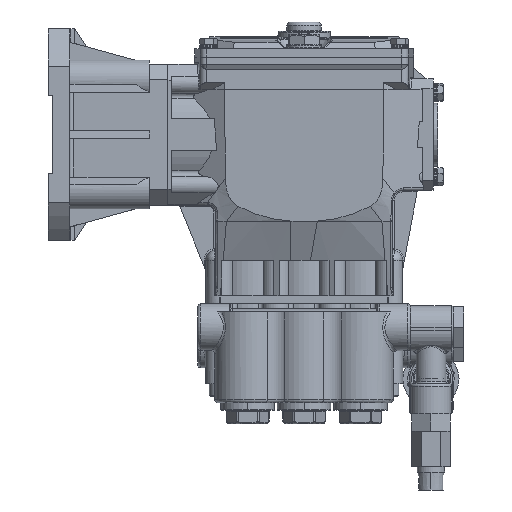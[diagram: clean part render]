
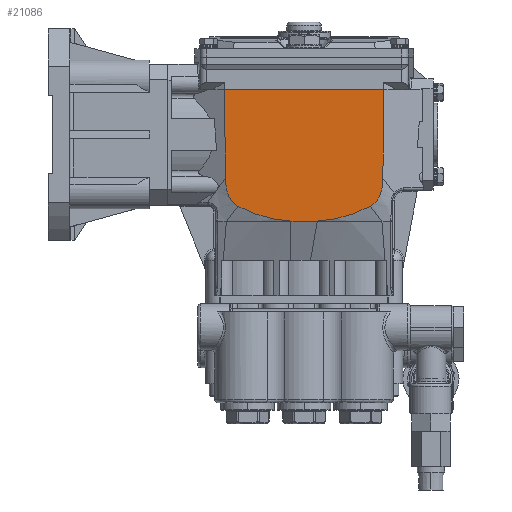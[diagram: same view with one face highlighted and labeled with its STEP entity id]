
A CAD part, front view. The second image highlights one B-rep face of the part: STEP entity #21086.
In plain terms, the highlighted planar face has unit normal (0, -0.999, -0.035).
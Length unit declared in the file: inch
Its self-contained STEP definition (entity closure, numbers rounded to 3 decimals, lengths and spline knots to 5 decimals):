
#20327 = VERTEX_POINT ( 'NONE', #46309 ) ;
#20712 = EDGE_CURVE ( 'NONE', #20714, #20744, #46754, .T. ) ;
#20714 = VERTEX_POINT ( 'NONE', #46750 ) ;
#20744 = VERTEX_POINT ( 'NONE', #46812 ) ;
#20875 = VERTEX_POINT ( 'NONE', #47023 ) ;
#20933 = EDGE_CURVE ( 'NONE', #20875, #20934, #47111, .T. ) ;
#20934 = VERTEX_POINT ( 'NONE', #47110 ) ;
#20967 = ORIENTED_EDGE ( 'NONE', *, *, #20968, .F. ) ;
#20968 = EDGE_CURVE ( 'NONE', #20971, #20327, #47189, .T. ) ;
#20971 = VERTEX_POINT ( 'NONE', #47185 ) ;
#20974 = ORIENTED_EDGE ( 'NONE', *, *, #20975, .F. ) ;
#20975 = EDGE_CURVE ( 'NONE', #20934, #20971, #47184, .T. ) ;
#20978 = ORIENTED_EDGE ( 'NONE', *, *, #20933, .F. ) ;
#20981 = ORIENTED_EDGE ( 'NONE', *, *, #20984, .T. ) ;
#20984 = EDGE_CURVE ( 'NONE', #20875, #20714, #47176, .T. ) ;
#21038 = ORIENTED_EDGE ( 'NONE', *, *, #20712, .T. ) ;
#21043 = ORIENTED_EDGE ( 'NONE', *, *, #21047, .F. ) ;
#21047 = EDGE_CURVE ( 'NONE', #21048, #20744, #47248, .T. ) ;
#21048 = VERTEX_POINT ( 'NONE', #47243 ) ;
#21050 = ORIENTED_EDGE ( 'NONE', *, *, #21054, .F. ) ;
#21054 = EDGE_CURVE ( 'NONE', #21098, #21048, #47241, .T. ) ;
#21086 = ADVANCED_FACE ( 'NONE', ( #47313 ), #47261, .T. ) ;
#21090 = EDGE_LOOP ( 'NONE', ( #21092, #20967, #20974, #20978, #20981, #21038, #21043, #21050 ) ) ;
#21092 = ORIENTED_EDGE ( 'NONE', *, *, #21094, .T. ) ;
#21094 = EDGE_CURVE ( 'NONE', #21098, #20327, #47304, .T. ) ;
#21098 = VERTEX_POINT ( 'NONE', #47300 ) ;
#46309 = CARTESIAN_POINT ( 'NONE',  ( 2., -1.9479, 1.12502 ) ) ;
#46750 = CARTESIAN_POINT ( 'NONE',  ( -0.33037, -1.83266, -2.17498 ) ) ;
#46751 = DIRECTION ( 'NONE',  ( 1., 0., 0. ) ) ;
#46752 = VECTOR ( 'NONE', #46751, 39.37008 ) ;
#46753 = CARTESIAN_POINT ( 'NONE',  ( -0.33037, -1.83266, -2.17498 ) ) ;
#46754 = LINE ( 'NONE', #46753, #46752 ) ;
#46812 = CARTESIAN_POINT ( 'NONE',  ( 0.33037, -1.83266, -2.17498 ) ) ;
#47023 = CARTESIAN_POINT ( 'NONE',  ( -1.66666, -1.84583, -1.79765 ) ) ;
#47110 = CARTESIAN_POINT ( 'NONE',  ( -1.97925, -1.87044, -1.09297 ) ) ;
#47111 = B_SPLINE_CURVE_WITH_KNOTS ( 'NONE', 3,
 ( #47168, #47167, #47166, #47165, #47164, #47163, #47162, #47161, #47160, #47159, #47158, #47157, #47156, #47155, #47154, #47153, #47152, #47151, #47150, #47149 ),
 .UNSPECIFIED., .F., .F.,
 ( 4, 2, 2, 2, 2, 2, 2, 2, 2, 4 ),
 ( 0., 0.00256, 0.00384, 0.00512, 0.00767, 0.00895, 0.01023, 0.01535, 0.0179, 0.02046 ),
 .UNSPECIFIED. ) ;
#47149 = CARTESIAN_POINT ( 'NONE',  ( -1.97925, -1.87044, -1.09297 ) ) ;
#47150 = CARTESIAN_POINT ( 'NONE',  ( -1.97893, -1.86926, -1.12678 ) ) ;
#47151 = CARTESIAN_POINT ( 'NONE',  ( -1.97766, -1.86808, -1.16053 ) ) ;
#47152 = CARTESIAN_POINT ( 'NONE',  ( -1.97286, -1.86573, -1.22789 ) ) ;
#47153 = CARTESIAN_POINT ( 'NONE',  ( -1.96931, -1.86455, -1.26159 ) ) ;
#47154 = CARTESIAN_POINT ( 'NONE',  ( -1.9546, -1.86106, -1.36166 ) ) ;
#47155 = CARTESIAN_POINT ( 'NONE',  ( -1.93954, -1.85878, -1.42698 ) ) ;
#47156 = CARTESIAN_POINT ( 'NONE',  ( -1.91063, -1.85602, -1.50597 ) ) ;
#47157 = CARTESIAN_POINT ( 'NONE',  ( -1.90433, -1.85547, -1.52163 ) ) ;
#47158 = CARTESIAN_POINT ( 'NONE',  ( -1.89055, -1.85439, -1.55264 ) ) ;
#47159 = CARTESIAN_POINT ( 'NONE',  ( -1.8831, -1.85386, -1.56791 ) ) ;
#47160 = CARTESIAN_POINT ( 'NONE',  ( -1.85912, -1.8523, -1.61251 ) ) ;
#47161 = CARTESIAN_POINT ( 'NONE',  ( -1.84089, -1.85131, -1.64082 ) ) ;
#47162 = CARTESIAN_POINT ( 'NONE',  ( -1.80952, -1.84992, -1.68073 ) ) ;
#47163 = CARTESIAN_POINT ( 'NONE',  ( -1.79832, -1.84947, -1.69366 ) ) ;
#47164 = CARTESIAN_POINT ( 'NONE',  ( -1.77492, -1.84861, -1.7181 ) ) ;
#47165 = CARTESIAN_POINT ( 'NONE',  ( -1.76268, -1.84821, -1.72966 ) ) ;
#47166 = CARTESIAN_POINT ( 'NONE',  ( -1.72434, -1.84707, -1.7623 ) ) ;
#47167 = CARTESIAN_POINT ( 'NONE',  ( -1.69661, -1.8464, -1.78137 ) ) ;
#47168 = CARTESIAN_POINT ( 'NONE',  ( -1.66666, -1.84583, -1.79765 ) ) ;
#47172 = DIRECTION ( 'NONE',  ( 0., -0.035, 0.999 ) ) ;
#47173 = DIRECTION ( 'NONE',  ( 0., -0.999, -0.035 ) ) ;
#47174 = CARTESIAN_POINT ( 'NONE',  ( -0.16518, -1.94218, 0.96127 ) ) ;
#47175 = AXIS2_PLACEMENT_3D ( 'NONE', #47174, #47173, #47172 ) ;
#47176 = CIRCLE ( 'NONE', #47175, 3.14251 ) ;
#47181 = DIRECTION ( 'NONE',  ( -0.009, -0.035, 0.999 ) ) ;
#47182 = VECTOR ( 'NONE', #47181, 39.37008 ) ;
#47183 = CARTESIAN_POINT ( 'NONE',  ( -1.99983, -1.94724, 1.10633 ) ) ;
#47184 = LINE ( 'NONE', #47183, #47182 ) ;
#47185 = CARTESIAN_POINT ( 'NONE',  ( -2., -1.9479, 1.12502 ) ) ;
#47186 = DIRECTION ( 'NONE',  ( 1., 0., 0. ) ) ;
#47187 = VECTOR ( 'NONE', #47186, 39.37008 ) ;
#47188 = CARTESIAN_POINT ( 'NONE',  ( 0., -1.9479, 1.12502 ) ) ;
#47189 = LINE ( 'NONE', #47188, #47187 ) ;
#47229 = CARTESIAN_POINT ( 'NONE',  ( 1.95331, -1.86108, -1.36108 ) ) ;
#47230 = CARTESIAN_POINT ( 'NONE',  ( 1.9596, -1.86224, -1.32774 ) ) ;
#47231 = CARTESIAN_POINT ( 'NONE',  ( 1.97426, -1.86574, -1.22774 ) ) ;
#47238 = CARTESIAN_POINT ( 'NONE',  ( 1.97861, -1.86808, -1.16054 ) ) ;
#47239 = CARTESIAN_POINT ( 'NONE',  ( 1.97925, -1.87044, -1.09297 ) ) ;
#47241 = B_SPLINE_CURVE_WITH_KNOTS ( 'NONE', 3,
 ( #47239, #47238, #47231, #47230, #47229, #47288, #47287, #47286, #47285, #47284, #47283, #47282, #47281, #47280, #47279, #47278, #47277, #47276, #47275, #47274 ),
 .UNSPECIFIED., .F., .F.,
 ( 4, 2, 2, 2, 2, 2, 2, 2, 2, 4 ),
 ( 0., 0.00513, 0.0077, 0.01026, 0.01283, 0.01411, 0.01539, 0.01796, 0.01924, 0.02053 ),
 .UNSPECIFIED. ) ;
#47243 = CARTESIAN_POINT ( 'NONE',  ( 1.66666, -1.84583, -1.79765 ) ) ;
#47244 = DIRECTION ( 'NONE',  ( 0., -0.035, 0.999 ) ) ;
#47245 = DIRECTION ( 'NONE',  ( 0., 0.999, 0.035 ) ) ;
#47246 = CARTESIAN_POINT ( 'NONE',  ( 0.16518, -1.94218, 0.96127 ) ) ;
#47247 = AXIS2_PLACEMENT_3D ( 'NONE', #47246, #47245, #47244 ) ;
#47248 = CIRCLE ( 'NONE', #47247, 3.14251 ) ;
#47261 = PLANE ( 'NONE',  #47312 ) ;
#47274 = CARTESIAN_POINT ( 'NONE',  ( 1.66666, -1.84583, -1.79765 ) ) ;
#47275 = CARTESIAN_POINT ( 'NONE',  ( 1.68165, -1.84612, -1.7895 ) ) ;
#47276 = CARTESIAN_POINT ( 'NONE',  ( 1.69614, -1.84643, -1.78062 ) ) ;
#47277 = CARTESIAN_POINT ( 'NONE',  ( 1.72413, -1.8471, -1.76139 ) ) ;
#47278 = CARTESIAN_POINT ( 'NONE',  ( 1.73767, -1.84746, -1.75099 ) ) ;
#47279 = CARTESIAN_POINT ( 'NONE',  ( 1.77647, -1.84862, -1.71783 ) ) ;
#47280 = CARTESIAN_POINT ( 'NONE',  ( 1.79962, -1.84948, -1.69339 ) ) ;
#47281 = CARTESIAN_POINT ( 'NONE',  ( 1.83077, -1.85086, -1.65366 ) ) ;
#47282 = CARTESIAN_POINT ( 'NONE',  ( 1.84056, -1.85134, -1.6399 ) ) ;
#47283 = CARTESIAN_POINT ( 'NONE',  ( 1.85901, -1.85234, -1.61141 ) ) ;
#47284 = CARTESIAN_POINT ( 'NONE',  ( 1.86764, -1.85285, -1.59672 ) ) ;
#47285 = CARTESIAN_POINT ( 'NONE',  ( 1.89151, -1.85441, -1.55214 ) ) ;
#47286 = CARTESIAN_POINT ( 'NONE',  ( 1.90495, -1.85548, -1.52148 ) ) ;
#47287 = CARTESIAN_POINT ( 'NONE',  ( 1.92793, -1.85767, -1.4587 ) ) ;
#47288 = CARTESIAN_POINT ( 'NONE',  ( 1.93746, -1.85879, -1.42656 ) ) ;
#47300 = CARTESIAN_POINT ( 'NONE',  ( 1.97925, -1.87044, -1.09297 ) ) ;
#47301 = DIRECTION ( 'NONE',  ( 0.009, -0.035, 0.999 ) ) ;
#47302 = VECTOR ( 'NONE', #47301, 39.37008 ) ;
#47303 = CARTESIAN_POINT ( 'NONE',  ( 2., -1.9479, 1.12502 ) ) ;
#47304 = LINE ( 'NONE', #47303, #47302 ) ;
#47309 = DIRECTION ( 'NONE',  ( 0., -0.035, 0.999 ) ) ;
#47310 = DIRECTION ( 'NONE',  ( 0., -0.999, -0.035 ) ) ;
#47311 = CARTESIAN_POINT ( 'NONE',  ( 0., -1.9479, 1.12502 ) ) ;
#47312 = AXIS2_PLACEMENT_3D ( 'NONE', #47311, #47310, #47309 ) ;
#47313 = FACE_OUTER_BOUND ( 'NONE', #21090, .T. ) ;
